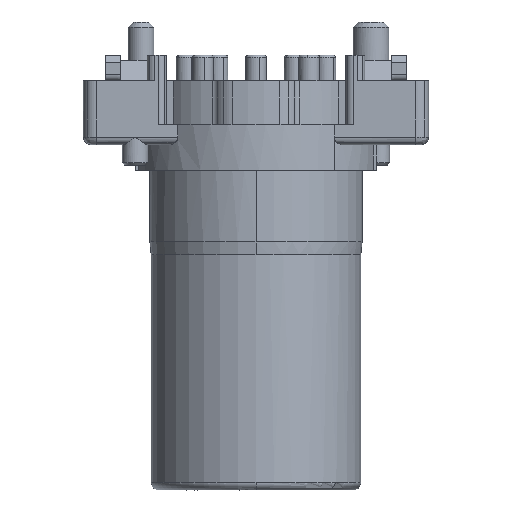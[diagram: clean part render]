
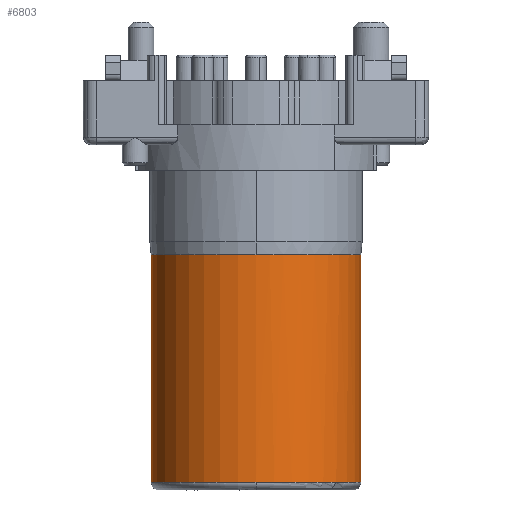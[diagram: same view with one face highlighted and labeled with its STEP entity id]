
A CAD part, front view. The second image highlights one B-rep face of the part: STEP entity #6803.
In plain terms, the highlighted cylindrical face has radius 4.1 mm (diameter 8.2 mm), a partial arc.
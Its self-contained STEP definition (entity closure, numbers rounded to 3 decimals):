
#2446=AXIS2_PLACEMENT_3D('Circle Axis2P3D',#2444,#2445,$) ;
#2466=AXIS2_PLACEMENT_3D('Circle Axis2P3D',#2464,#2465,$) ;
#6778=AXIS2_PLACEMENT_3D('Cylinder Axis2P3D',#6775,#6776,#6777) ;
#6792=AXIS2_PLACEMENT_3D('Circle Axis2P3D',#6790,#6791,$) ;
#2425=CARTESIAN_POINT('Vertex',(6.75,0.629,0.3)) ;
#2441=CARTESIAN_POINT('Vertex',(10.85,4.729,0.3)) ;
#2444=CARTESIAN_POINT('Axis2P3D Location',(6.75,4.729,0.3)) ;
#2464=CARTESIAN_POINT('Axis2P3D Location',(6.75,4.729,0.3)) ;
#2468=CARTESIAN_POINT('Vertex',(2.65,4.729,0.3)) ;
#6728=CARTESIAN_POINT('Line Origine',(10.85,4.729,12.5)) ;
#6732=CARTESIAN_POINT('Vertex',(10.85,4.729,9.2)) ;
#6740=CARTESIAN_POINT('Line Origine',(2.65,4.729,12.5)) ;
#6744=CARTESIAN_POINT('Vertex',(2.65,4.729,9.2)) ;
#6775=CARTESIAN_POINT('Axis2P3D Location',(6.75,4.729,12.5)) ;
#6781=CARTESIAN_POINT('Control Point',(10.85,4.729,9.2)) ;
#6782=CARTESIAN_POINT('Control Point',(10.85,3.441,9.2)) ;
#6783=CARTESIAN_POINT('Control Point',(10.346,2.152,9.2)) ;
#6784=CARTESIAN_POINT('Control Point',(9.327,1.133,9.2)) ;
#6785=CARTESIAN_POINT('Control Point',(8.038,0.629,9.2)) ;
#6786=CARTESIAN_POINT('Control Point',(6.75,0.629,9.2)) ;
#6787=CARTESIAN_POINT('Vertex',(6.75,0.629,9.2)) ;
#6790=CARTESIAN_POINT('Axis2P3D Location',(6.75,4.729,9.2)) ;
#2445=DIRECTION('Axis2P3D Direction',(0.,0.,1.)) ;
#2465=DIRECTION('Axis2P3D Direction',(0.,0.,1.)) ;
#6729=DIRECTION('Vector Direction',(0.,0.,-1.)) ;
#6741=DIRECTION('Vector Direction',(0.,0.,-1.)) ;
#6776=DIRECTION('Axis2P3D Direction',(0.,0.,-1.)) ;
#6777=DIRECTION('Axis2P3D XDirection',(1.,0.,0.)) ;
#6791=DIRECTION('Axis2P3D Direction',(0.,0.,-1.)) ;
#6730=VECTOR('Line Direction',#6729,1.) ;
#6742=VECTOR('Line Direction',#6741,1.) ;
#6796=ORIENTED_EDGE('',*,*,#6746,.F.) ;
#6797=ORIENTED_EDGE('',*,*,#2470,.F.) ;
#6798=ORIENTED_EDGE('',*,*,#2448,.F.) ;
#6799=ORIENTED_EDGE('',*,*,#6734,.F.) ;
#6800=ORIENTED_EDGE('',*,*,#6789,.T.) ;
#6801=ORIENTED_EDGE('',*,*,#6794,.T.) ;
#6803=ADVANCED_FACE('V1',(#6802),#6779,.T.) ;
#6780=B_SPLINE_CURVE_WITH_KNOTS('',5,(#6781,#6782,#6783,#6784,#6785,#6786),.UNSPECIFIED.,.F.,.U.,(6,6),(-3.22,3.22),.UNSPECIFIED.) ;
#2447=CIRCLE('generated circle',#2446,4.1) ;
#2467=CIRCLE('generated circle',#2466,4.1) ;
#6793=CIRCLE('generated circle',#6792,4.1) ;
#6779=CYLINDRICAL_SURFACE('generated cylinder',#6778,4.1) ;
#2448=EDGE_CURVE('',#2442,#2426,#2447,.F.) ;
#2470=EDGE_CURVE('',#2426,#2469,#2467,.F.) ;
#6734=EDGE_CURVE('',#6733,#2442,#6731,.T.) ;
#6746=EDGE_CURVE('',#2469,#6745,#6743,.F.) ;
#6789=EDGE_CURVE('',#6733,#6788,#6780,.T.) ;
#6794=EDGE_CURVE('',#6788,#6745,#6793,.T.) ;
#6795=EDGE_LOOP('',(#6796,#6797,#6798,#6799,#6800,#6801)) ;
#6802=FACE_OUTER_BOUND('',#6795,.T.) ;
#6731=LINE('Line',#6728,#6730) ;
#6743=LINE('Line',#6740,#6742) ;
#2426=VERTEX_POINT('',#2425) ;
#2442=VERTEX_POINT('',#2441) ;
#2469=VERTEX_POINT('',#2468) ;
#6733=VERTEX_POINT('',#6732) ;
#6745=VERTEX_POINT('',#6744) ;
#6788=VERTEX_POINT('',#6787) ;
